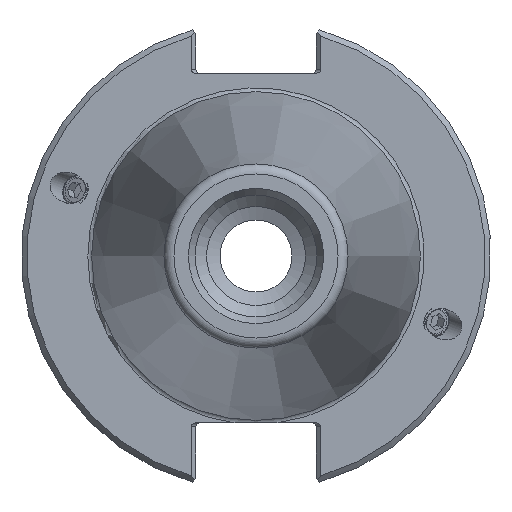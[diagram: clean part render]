
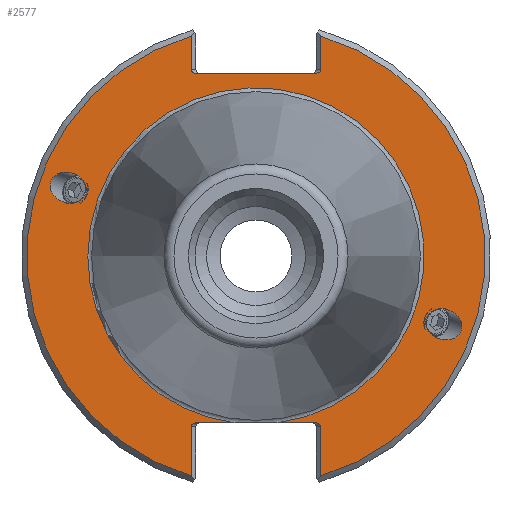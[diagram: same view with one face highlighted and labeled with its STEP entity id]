
A CAD part, left-side view. The second image highlights one B-rep face of the part: STEP entity #2577.
In plain terms, the highlighted planar face has unit normal (-1, 0, 0).
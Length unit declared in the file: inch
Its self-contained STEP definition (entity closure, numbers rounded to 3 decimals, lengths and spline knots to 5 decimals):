
#123=LINE('',#5224,#241);
#132=LINE('',#5259,#250);
#139=LINE('',#5288,#257);
#148=LINE('',#5323,#266);
#149=LINE('',#5336,#267);
#154=LINE('',#5384,#272);
#155=LINE('',#5387,#273);
#241=VECTOR('',#3219,0.1782);
#250=VECTOR('',#3248,0.1782);
#257=VECTOR('',#3271,0.2622);
#266=VECTOR('',#3300,0.2622);
#267=VECTOR('',#3313,0.63343);
#272=VECTOR('',#3348,0.205);
#273=VECTOR('',#3353,0.205);
#359=ELLIPSE('',#2707,0.09853,0.08071);
#360=ELLIPSE('',#2715,0.09853,0.08071);
#361=ELLIPSE('',#2758,0.02828,0.02);
#368=ELLIPSE('',#2772,0.02828,0.02);
#369=ELLIPSE('',#2776,0.02828,0.02);
#376=ELLIPSE('',#2790,0.02828,0.02);
#414=PLANE('',#2813);
#537=FACE_BOUND('',#879,.T.);
#538=FACE_BOUND('',#880,.T.);
#672=FACE_OUTER_BOUND('',#878,.T.);
#878=EDGE_LOOP('',(#2073,#2074,#2075,#2076,#2077,#2078,#2079,#2080,#2081,
#2082,#2083,#2084,#2085,#2086));
#879=EDGE_LOOP('',(#2087));
#880=EDGE_LOOP('',(#2088));
#1060=CIRCLE('',#2811,0.895);
#1062=CIRCLE('',#2814,1.22);
#1063=CIRCLE('',#2815,1.22);
#1189=VERTEX_POINT('',#3890);
#1192=VERTEX_POINT('',#3901);
#1274=VERTEX_POINT('',#5202);
#1275=VERTEX_POINT('',#5204);
#1280=VERTEX_POINT('',#5220);
#1286=VERTEX_POINT('',#5244);
#1287=VERTEX_POINT('',#5246);
#1290=VERTEX_POINT('',#5258);
#1291=VERTEX_POINT('',#5264);
#1292=VERTEX_POINT('',#5265);
#1298=VERTEX_POINT('',#5284);
#1304=VERTEX_POINT('',#5308);
#1305=VERTEX_POINT('',#5310);
#1308=VERTEX_POINT('',#5322);
#1317=VERTEX_POINT('',#5367);
#1318=VERTEX_POINT('',#5368);
#1435=EDGE_CURVE('',#1189,#1189,#359,.T.);
#1438=EDGE_CURVE('',#1192,#1192,#360,.T.);
#1542=EDGE_CURVE('',#1274,#1275,#361,.T.);
#1551=EDGE_CURVE('',#1280,#1274,#123,.T.);
#1561=EDGE_CURVE('',#1286,#1287,#368,.T.);
#1566=EDGE_CURVE('',#1287,#1290,#132,.T.);
#1568=EDGE_CURVE('',#1291,#1292,#369,.T.);
#1579=EDGE_CURVE('',#1298,#1291,#139,.T.);
#1589=EDGE_CURVE('',#1304,#1305,#376,.T.);
#1594=EDGE_CURVE('',#1305,#1308,#148,.T.);
#1599=EDGE_CURVE('',#1275,#1286,#149,.T.);
#1613=EDGE_CURVE('',#1317,#1318,#1060,.T.);
#1615=EDGE_CURVE('',#1292,#1317,#154,.T.);
#1616=EDGE_CURVE('',#1290,#1298,#1062,.T.);
#1617=EDGE_CURVE('',#1308,#1280,#1063,.T.);
#1618=EDGE_CURVE('',#1318,#1304,#155,.T.);
#2073=ORIENTED_EDGE('',*,*,#1613,.F.);
#2074=ORIENTED_EDGE('',*,*,#1615,.F.);
#2075=ORIENTED_EDGE('',*,*,#1568,.F.);
#2076=ORIENTED_EDGE('',*,*,#1579,.F.);
#2077=ORIENTED_EDGE('',*,*,#1616,.F.);
#2078=ORIENTED_EDGE('',*,*,#1566,.F.);
#2079=ORIENTED_EDGE('',*,*,#1561,.F.);
#2080=ORIENTED_EDGE('',*,*,#1599,.F.);
#2081=ORIENTED_EDGE('',*,*,#1542,.F.);
#2082=ORIENTED_EDGE('',*,*,#1551,.F.);
#2083=ORIENTED_EDGE('',*,*,#1617,.F.);
#2084=ORIENTED_EDGE('',*,*,#1594,.F.);
#2085=ORIENTED_EDGE('',*,*,#1589,.F.);
#2086=ORIENTED_EDGE('',*,*,#1618,.F.);
#2087=ORIENTED_EDGE('',*,*,#1435,.T.);
#2088=ORIENTED_EDGE('',*,*,#1438,.T.);
#2577=ADVANCED_FACE('',(#672,#537,#538),#414,.T.);
#2707=AXIS2_PLACEMENT_3D('',#3891,#3056,#3057);
#2715=AXIS2_PLACEMENT_3D('',#3902,#3072,#3073);
#2758=AXIS2_PLACEMENT_3D('',#5205,#3201,#3202);
#2772=AXIS2_PLACEMENT_3D('',#5247,#3239,#3240);
#2776=AXIS2_PLACEMENT_3D('',#5266,#3251,#3252);
#2790=AXIS2_PLACEMENT_3D('',#5311,#3291,#3292);
#2811=AXIS2_PLACEMENT_3D('',#5380,#3342,#3343);
#2813=AXIS2_PLACEMENT_3D('',#5383,#3346,#3347);
#2814=AXIS2_PLACEMENT_3D('',#5385,#3349,#3350);
#2815=AXIS2_PLACEMENT_3D('',#5386,#3351,#3352);
#3056=DIRECTION('center_axis',(1.,0.,0.));
#3057=DIRECTION('ref_axis',(0.,-0.94,-0.342));
#3072=DIRECTION('center_axis',(1.,0.,0.));
#3073=DIRECTION('ref_axis',(0.,0.94,0.342));
#3201=DIRECTION('center_axis',(-1.,0.,0.));
#3202=DIRECTION('ref_axis',(0.,1.,0.));
#3219=DIRECTION('',(0.,0.,-1.));
#3239=DIRECTION('center_axis',(-1.,0.,0.));
#3240=DIRECTION('ref_axis',(0.,-1.,0.));
#3248=DIRECTION('',(0.,0.,1.));
#3251=DIRECTION('center_axis',(-1.,0.,0.));
#3252=DIRECTION('ref_axis',(0.,-1.,0.));
#3271=DIRECTION('',(0.,0.,1.));
#3291=DIRECTION('center_axis',(-1.,0.,0.));
#3292=DIRECTION('ref_axis',(0.,1.,0.));
#3300=DIRECTION('',(0.,0.,-1.));
#3313=DIRECTION('',(0.,-1.,0.));
#3342=DIRECTION('center_axis',(-1.,0.,0.));
#3343=DIRECTION('ref_axis',(0.,-1.,0.));
#3346=DIRECTION('center_axis',(-1.,0.,0.));
#3347=DIRECTION('ref_axis',(0.,0.,1.));
#3348=DIRECTION('',(0.,1.,0.));
#3349=DIRECTION('center_axis',(1.,0.,0.));
#3350=DIRECTION('ref_axis',(0.,-1.,0.));
#3351=DIRECTION('center_axis',(1.,0.,0.));
#3352=DIRECTION('ref_axis',(0.,1.,0.));
#3353=DIRECTION('',(0.,1.,0.));
#3890=CARTESIAN_POINT('',(0.125,-0.90631,-0.32987));
#3891=CARTESIAN_POINT('Origin',(0.125,-0.99889,-0.36357));
#3901=CARTESIAN_POINT('',(0.125,0.90631,0.32987));
#3902=CARTESIAN_POINT('Origin',(0.125,0.99889,0.36357));
#5202=CARTESIAN_POINT('',(0.125,0.345,0.992));
#5204=CARTESIAN_POINT('',(0.125,0.31672,0.972));
#5205=CARTESIAN_POINT('Origin',(0.125,0.31672,0.992));
#5220=CARTESIAN_POINT('',(0.125,0.345,1.1702));
#5224=CARTESIAN_POINT('',(0.125,0.345,0.486));
#5244=CARTESIAN_POINT('',(0.125,-0.31672,0.972));
#5246=CARTESIAN_POINT('',(0.125,-0.345,0.992));
#5247=CARTESIAN_POINT('Origin',(0.125,-0.31672,0.992));
#5258=CARTESIAN_POINT('',(0.125,-0.345,1.1702));
#5259=CARTESIAN_POINT('',(0.125,-0.345,0.486));
#5264=CARTESIAN_POINT('',(0.125,-0.345,-0.908));
#5265=CARTESIAN_POINT('',(0.125,-0.31672,-0.888));
#5266=CARTESIAN_POINT('Origin',(0.125,-0.31672,-0.908));
#5284=CARTESIAN_POINT('',(0.125,-0.345,-1.1702));
#5288=CARTESIAN_POINT('',(0.125,-0.345,-0.444));
#5308=CARTESIAN_POINT('',(0.125,0.31672,-0.888));
#5310=CARTESIAN_POINT('',(0.125,0.345,-0.908));
#5311=CARTESIAN_POINT('Origin',(0.125,0.31672,-0.908));
#5322=CARTESIAN_POINT('',(0.125,0.345,-1.1702));
#5323=CARTESIAN_POINT('',(0.125,0.345,-0.444));
#5336=CARTESIAN_POINT('',(0.125,0.53125,0.972));
#5367=CARTESIAN_POINT('',(0.125,-0.11172,-0.888));
#5368=CARTESIAN_POINT('',(0.125,0.11172,-0.888));
#5380=CARTESIAN_POINT('Origin',(0.125,0.,0.));
#5383=CARTESIAN_POINT('Origin',(0.125,1.0625,0.));
#5384=CARTESIAN_POINT('',(0.125,0.53125,-0.888));
#5385=CARTESIAN_POINT('Origin',(0.125,0.,0.));
#5386=CARTESIAN_POINT('Origin',(0.125,0.,0.));
#5387=CARTESIAN_POINT('',(0.125,0.53125,-0.888));
